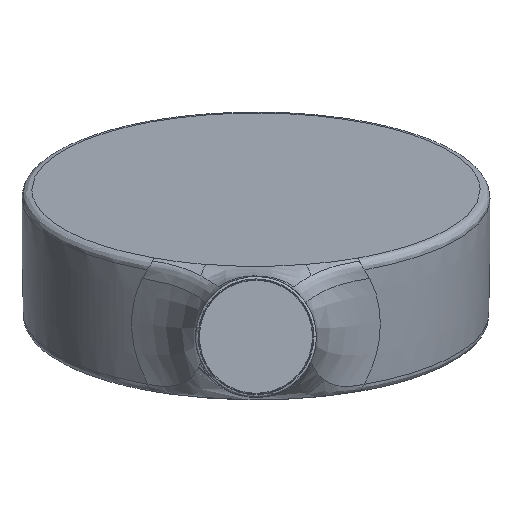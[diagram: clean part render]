
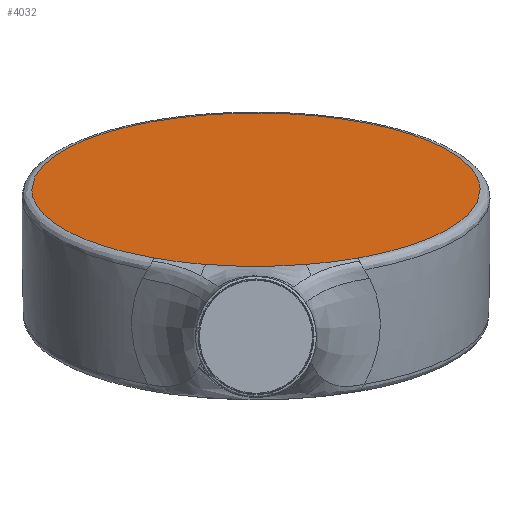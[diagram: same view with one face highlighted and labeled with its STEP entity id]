
A CAD part, front view. The second image highlights one B-rep face of the part: STEP entity #4032.
In plain terms, the highlighted planar face has unit normal (0, -0.342, 0.94).
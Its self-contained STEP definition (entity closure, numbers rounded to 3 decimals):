
#462 = EDGE_CURVE ( 'NONE', #4669, #5619, #1432, .T. ) ;
#525 = CARTESIAN_POINT ( 'NONE',  ( -0.556, 134.892, 14.287 ) ) ;
#542 = B_SPLINE_CURVE_WITH_KNOTS ( 'NONE', 3,
 ( #4550, #4863, #5923, #2658, #6435, #3213 ),
 .UNSPECIFIED., .F., .F.,
 ( 4, 1, 1, 4 ),
 ( 0.75, 0.812, 0.875, 0.924 ),
 .UNSPECIFIED. ) ;
#547 = CARTESIAN_POINT ( 'NONE',  ( 4.758, 135.169, 14.388 ) ) ;
#551 = EDGE_CURVE ( 'NONE', #4446, #4937, #5243, .T. ) ;
#636 = B_SPLINE_CURVE_WITH_KNOTS ( 'NONE', 3,
 ( #5441, #5457, #5486, #5433, #5423, #5420, #5413, #5408, #5406, #5400, #5398 ),
 .UNSPECIFIED., .F., .F.,
 ( 4, 1, 1, 1, 1, 1, 1, 1, 4 ),
 ( 0.25, 0.313, 0.375, 0.438, 0.5, 0.563, 0.625, 0.688, 0.75 ),
 .UNSPECIFIED. ) ;
#1064 = CARTESIAN_POINT ( 'NONE',  ( -10.613, 135.991, 14.687 ) ) ;
#1104 = B_SPLINE_CURVE_WITH_KNOTS ( 'NONE', 3,
 ( #3443, #3384, #3369, #3364, #3362, #3356 ),
 .UNSPECIFIED., .F., .F.,
 ( 4, 1, 1, 4 ),
 ( 0.076, 0.125, 0.188, 0.25 ),
 .UNSPECIFIED. ) ;
#1109 = CARTESIAN_POINT ( 'NONE',  ( -0.43, 134.892, 14.287 ) ) ;
#1130 = CARTESIAN_POINT ( 'NONE',  ( 6.037, 135.306, 14.438 ) ) ;
#1332 = PLANE ( 'NONE',  #3851 ) ;
#1333 = EDGE_CURVE ( 'NONE', #6626, #5010, #636, .T. ) ;
#1432 = B_SPLINE_CURVE_WITH_KNOTS ( 'NONE', 3,
 ( #3626, #4894, #4623, #3569 ),
 .UNSPECIFIED., .F., .F.,
 ( 4, 4 ),
 ( 0., 1. ),
 .UNSPECIFIED. ) ;
#1623 = CARTESIAN_POINT ( 'NONE',  ( 20.432, 139.629, 16.011 ) ) ;
#1703 = CARTESIAN_POINT ( 'NONE',  ( 0.471, 134.892, 14.287 ) ) ;
#1726 = CARTESIAN_POINT ( 'NONE',  ( 9.856, 135.991, 14.687 ) ) ;
#1979 = DIRECTION ( 'NONE',  ( 0., 0.94, 0.342 ) ) ;
#2253 = FACE_OUTER_BOUND ( 'NONE', #5551, .T. ) ;
#2287 = CARTESIAN_POINT ( 'NONE',  ( 3.258, 135.028, 14.337 ) ) ;
#2440 = ORIENTED_EDGE ( 'NONE', *, *, #551, .T. ) ;
#2658 = CARTESIAN_POINT ( 'NONE',  ( 33.339, 147.624, 18.921 ) ) ;
#2828 = CARTESIAN_POINT ( 'NONE',  ( -6.182, 135.212, 14.404 ) ) ;
#2849 = CARTESIAN_POINT ( 'NONE',  ( 4.392, 135.131, 14.374 ) ) ;
#3058 = EDGE_CURVE ( 'NONE', #4446, #6626, #1104, .T. ) ;
#3178 = CARTESIAN_POINT ( 'NONE',  ( -10.613, 135.991, 14.687 ) ) ;
#3213 = CARTESIAN_POINT ( 'NONE',  ( 20.432, 139.629, 16.011 ) ) ;
#3356 = CARTESIAN_POINT ( 'NONE',  ( -45.877, 177.648, 29.849 ) ) ;
#3362 = CARTESIAN_POINT ( 'NONE',  ( -45.877, 172.052, 27.812 ) ) ;
#3364 = CARTESIAN_POINT ( 'NONE',  ( -43.508, 160.86, 23.739 ) ) ;
#3369 = CARTESIAN_POINT ( 'NONE',  ( -34.096, 147.624, 18.921 ) ) ;
#3381 = CARTESIAN_POINT ( 'NONE',  ( -1.799, 134.912, 14.294 ) ) ;
#3384 = CARTESIAN_POINT ( 'NONE',  ( -25.373, 141.653, 16.748 ) ) ;
#3402 = CARTESIAN_POINT ( 'NONE',  ( 4.676, 135.161, 14.385 ) ) ;
#3425 = CARTESIAN_POINT ( 'NONE',  ( -17.833, 138.004, 15.42 ) ) ;
#3431 = CARTESIAN_POINT ( 'NONE',  ( -21.189, 139.629, 16.011 ) ) ;
#3443 = CARTESIAN_POINT ( 'NONE',  ( -21.189, 139.629, 16.011 ) ) ;
#3522 = CARTESIAN_POINT ( 'NONE',  ( -10.613, 135.991, 14.687 ) ) ;
#3569 = CARTESIAN_POINT ( 'NONE',  ( 20.432, 139.629, 16.011 ) ) ;
#3626 = CARTESIAN_POINT ( 'NONE',  ( 9.856, 135.991, 14.687 ) ) ;
#3819 = CARTESIAN_POINT ( 'NONE',  ( -45.877, 177.648, 29.849 ) ) ;
#3851 = AXIS2_PLACEMENT_3D ( 'NONE', #4718, #5301, #1979 ) ;
#3930 = CARTESIAN_POINT ( 'NONE',  ( -0.732, 134.893, 14.287 ) ) ;
#3950 = CARTESIAN_POINT ( 'NONE',  ( 4.744, 135.168, 14.387 ) ) ;
#4021 = EDGE_CURVE ( 'NONE', #5010, #5619, #542, .T. ) ;
#4032 = ADVANCED_FACE ( 'NONE', ( #2253 ), #1332, .F. ) ;
#4416 = CARTESIAN_POINT ( 'NONE',  ( -14.308, 136.792, 14.979 ) ) ;
#4446 = VERTEX_POINT ( 'NONE', #5256 ) ;
#4512 = CARTESIAN_POINT ( 'NONE',  ( -0.48, 134.892, 14.287 ) ) ;
#4535 = CARTESIAN_POINT ( 'NONE',  ( 4.766, 135.17, 14.388 ) ) ;
#4550 = CARTESIAN_POINT ( 'NONE',  ( 45.12, 177.648, 29.849 ) ) ;
#4623 = CARTESIAN_POINT ( 'NONE',  ( 17.085, 138.009, 15.422 ) ) ;
#4669 = VERTEX_POINT ( 'NONE', #5705 ) ;
#4703 = ORIENTED_EDGE ( 'NONE', *, *, #462, .T. ) ;
#4718 = CARTESIAN_POINT ( 'NONE',  ( -0.379, 2.553, -33.88 ) ) ;
#4863 = CARTESIAN_POINT ( 'NONE',  ( 45.12, 172.052, 27.812 ) ) ;
#4894 = CARTESIAN_POINT ( 'NONE',  ( 13.56, 136.796, 14.98 ) ) ;
#4937 = VERTEX_POINT ( 'NONE', #3178 ) ;
#4952 = ORIENTED_EDGE ( 'NONE', *, *, #3058, .F. ) ;
#5010 = VERTEX_POINT ( 'NONE', #5913 ) ;
#5028 = ORIENTED_EDGE ( 'NONE', *, *, #4021, .F. ) ;
#5048 = CARTESIAN_POINT ( 'NONE',  ( -0.406, 134.892, 14.287 ) ) ;
#5066 = CARTESIAN_POINT ( 'NONE',  ( 7.732, 135.58, 14.537 ) ) ;
#5201 = ORIENTED_EDGE ( 'NONE', *, *, #1333, .F. ) ;
#5243 = B_SPLINE_CURVE_WITH_KNOTS ( 'NONE', 3,
 ( #3431, #3425, #4416, #3522 ),
 .UNSPECIFIED., .F., .F.,
 ( 4, 4 ),
 ( 0., 1. ),
 .UNSPECIFIED. ) ;
#5256 = CARTESIAN_POINT ( 'NONE',  ( -21.189, 139.629, 16.011 ) ) ;
#5301 = DIRECTION ( 'NONE',  ( 0., 0.342, -0.94 ) ) ;
#5398 = CARTESIAN_POINT ( 'NONE',  ( 45.12, 177.648, 29.849 ) ) ;
#5400 = CARTESIAN_POINT ( 'NONE',  ( 45.12, 183.243, 31.885 ) ) ;
#5406 = CARTESIAN_POINT ( 'NONE',  ( 42.751, 194.435, 35.959 ) ) ;
#5408 = CARTESIAN_POINT ( 'NONE',  ( 32.631, 208.667, 41.139 ) ) ;
#5413 = CARTESIAN_POINT ( 'NONE',  ( 17.486, 218.176, 44.6 ) ) ;
#5420 = CARTESIAN_POINT ( 'NONE',  ( -0.379, 221.515, 45.815 ) ) ;
#5423 = CARTESIAN_POINT ( 'NONE',  ( -18.244, 218.176, 44.6 ) ) ;
#5433 = CARTESIAN_POINT ( 'NONE',  ( -33.389, 208.667, 41.139 ) ) ;
#5441 = CARTESIAN_POINT ( 'NONE',  ( -45.877, 177.648, 29.849 ) ) ;
#5457 = CARTESIAN_POINT ( 'NONE',  ( -45.877, 183.243, 31.885 ) ) ;
#5480 = B_SPLINE_CURVE_WITH_KNOTS ( 'NONE', 3,
 ( #1064, #6060, #2828, #6585, #3381, #7033, #3930, #525, #4512, #1109, #5048, #1703, #5577, #2287, #6103, #2849, #6599, #3402, #7052, #3950, #547, #4535, #1130, #5066, #1726 ),
 .UNSPECIFIED., .F., .F.,
 ( 4, 1, 1, 1, 1, 1, 1, 2, 2, 1, 1, 1, 1, 1, 1, 1, 2, 2, 4 ),
 ( 0., 0.25, 0.375, 0.438, 0.469, 0.484, 0.492, 0.496, 0.5, 0.625, 0.688, 0.719, 0.734, 0.742, 0.746, 0.748, 0.749, 0.75, 1. ),
 .UNSPECIFIED. ) ;
#5486 = CARTESIAN_POINT ( 'NONE',  ( -43.508, 194.435, 35.959 ) ) ;
#5551 = EDGE_LOOP ( 'NONE', ( #5201, #4952, #2440, #5854, #4703, #5028 ) ) ;
#5577 = CARTESIAN_POINT ( 'NONE',  ( 1.752, 134.927, 14.3 ) ) ;
#5619 = VERTEX_POINT ( 'NONE', #1623 ) ;
#5705 = CARTESIAN_POINT ( 'NONE',  ( 9.856, 135.991, 14.687 ) ) ;
#5854 = ORIENTED_EDGE ( 'NONE', *, *, #6949, .T. ) ;
#5913 = CARTESIAN_POINT ( 'NONE',  ( 45.12, 177.648, 29.849 ) ) ;
#5923 = CARTESIAN_POINT ( 'NONE',  ( 42.751, 160.86, 23.739 ) ) ;
#6060 = CARTESIAN_POINT ( 'NONE',  ( -8.812, 135.625, 14.554 ) ) ;
#6103 = CARTESIAN_POINT ( 'NONE',  ( 4.014, 135.094, 14.361 ) ) ;
#6435 = CARTESIAN_POINT ( 'NONE',  ( 24.615, 141.653, 16.748 ) ) ;
#6585 = CARTESIAN_POINT ( 'NONE',  ( -3.239, 134.972, 14.316 ) ) ;
#6599 = CARTESIAN_POINT ( 'NONE',  ( 4.582, 135.151, 14.381 ) ) ;
#6626 = VERTEX_POINT ( 'NONE', #3819 ) ;
#6949 = EDGE_CURVE ( 'NONE', #4937, #4669, #5480, .T. ) ;
#7033 = CARTESIAN_POINT ( 'NONE',  ( -1.087, 134.897, 14.289 ) ) ;
#7052 = CARTESIAN_POINT ( 'NONE',  ( 4.724, 135.166, 14.387 ) ) ;
